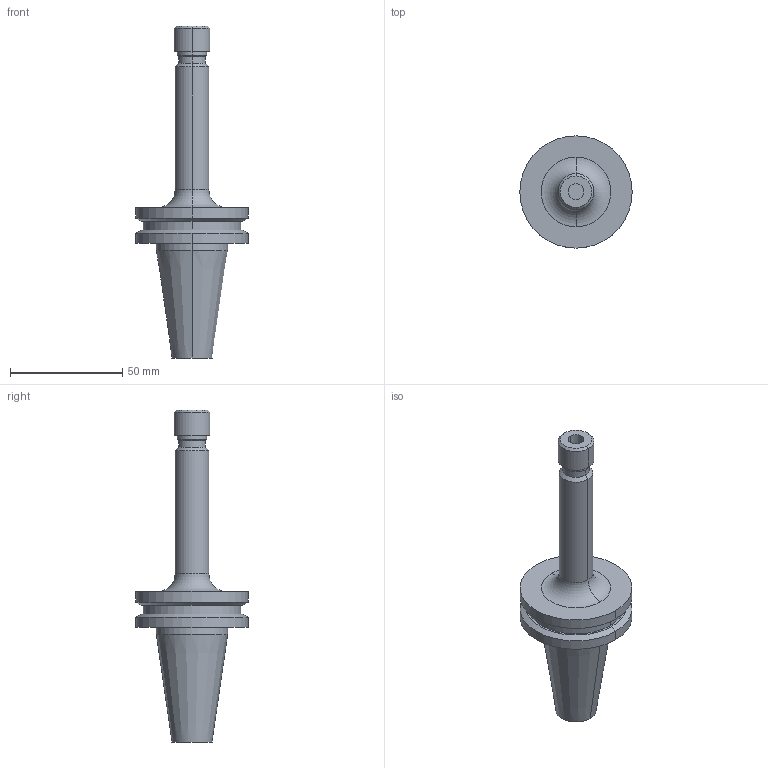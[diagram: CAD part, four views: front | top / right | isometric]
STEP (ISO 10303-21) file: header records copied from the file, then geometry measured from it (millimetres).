
FILE_DESCRIPTION (( 'STEP AP203' ), '1' );
FILE_NAME ('STP-42407-W.STEP', '2020-06-30T06:05:14', ( '' ), ( '' ), 'SwSTEP 2.0', 'SolidWorks 2017', '' );
FILE_SCHEMA (( 'CONFIG_CONTROL_DESIGN' ));
Length unit declared in the file: millimetre
Products named in the file (1): STP-42407-W
Bounding box: 50 x 50 x 147.8 mm (x, y, z)
Volume: 65524.2 mm3; surface area: 15922 mm2
Topology: 1 solids, 1 shells, 52 faces, 104 edges, 61 vertices
Faces by surface type: cylinder 24, cone 16, plane 10, torus 2
Entity records: 1417 total; most frequent: DIRECTION 270, CARTESIAN_POINT 216, ORIENTED_EDGE 204, AXIS2_PLACEMENT_3D 115, EDGE_CURVE 102, CIRCLE 62, EDGE_LOOP 61, VERTEX_POINT 61
